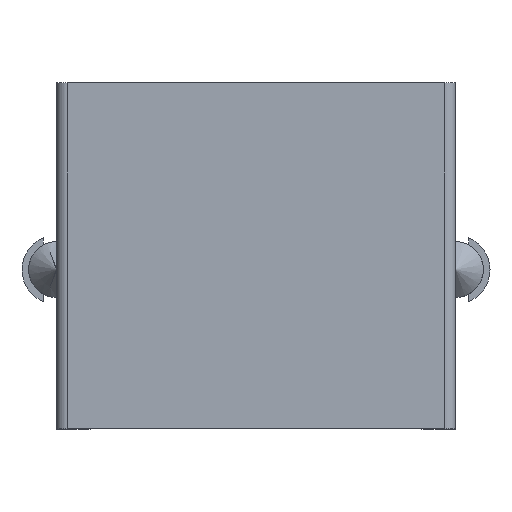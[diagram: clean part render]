
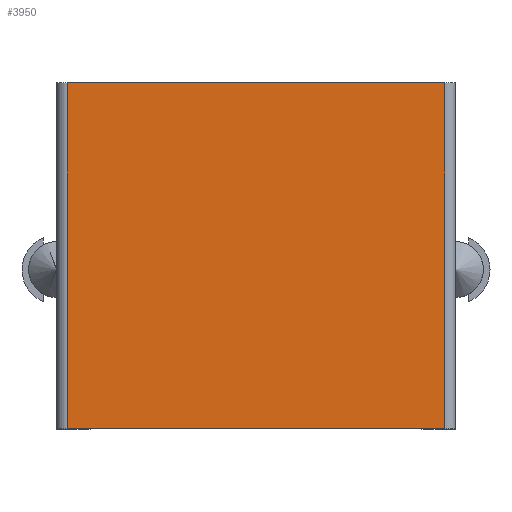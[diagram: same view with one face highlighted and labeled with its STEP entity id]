
A CAD part, top view. The second image highlights one B-rep face of the part: STEP entity #3950.
In plain terms, the highlighted planar face has unit normal (0, 0, 1).
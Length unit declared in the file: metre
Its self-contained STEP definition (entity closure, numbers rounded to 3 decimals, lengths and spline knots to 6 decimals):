
#110=LINE('',#6018,#558);
#208=LINE('',#6231,#656);
#242=LINE('',#6300,#690);
#243=LINE('',#6301,#691);
#558=VECTOR('',#4841,1.);
#656=VECTOR('',#4969,1.);
#690=VECTOR('',#5013,1.);
#691=VECTOR('',#5014,1.);
#1021=PLANE('',#4401);
#1378=ORIENTED_EDGE('',*,*,#2453,.T.);
#1379=ORIENTED_EDGE('',*,*,#2488,.T.);
#1380=ORIENTED_EDGE('',*,*,#2352,.F.);
#1381=ORIENTED_EDGE('',*,*,#2489,.T.);
#2352=EDGE_CURVE('',#2918,#2919,#110,.T.);
#2453=EDGE_CURVE('',#3018,#3017,#208,.T.);
#2488=EDGE_CURVE('',#3017,#2919,#242,.F.);
#2489=EDGE_CURVE('',#2918,#3018,#243,.T.);
#2918=VERTEX_POINT('',#6019);
#2919=VERTEX_POINT('',#6020);
#3017=VERTEX_POINT('',#6230);
#3018=VERTEX_POINT('',#6232);
#3376=EDGE_LOOP('',(#1378,#1379,#1380,#1381));
#3644=FACE_BOUND('',#3376,.T.);
#3950=ADVANCED_FACE('',(#3644),#1021,.T.);
#4401=AXIS2_PLACEMENT_3D('',#6299,#5011,#5012);
#4841=DIRECTION('',(1.,0.,0.));
#4969=DIRECTION('',(1.,0.,0.));
#5011=DIRECTION('',(0.,0.,1.));
#5012=DIRECTION('',(1.,0.,0.));
#5013=DIRECTION('',(0.,-1.,0.));
#5014=DIRECTION('',(0.,-1.,0.));
#6018=CARTESIAN_POINT('',(-0.00357,0.0047,0.0145));
#6019=CARTESIAN_POINT('',(-0.01067,0.0047,0.0145));
#6020=CARTESIAN_POINT('',(0.00353,0.0047,0.0145));
#6230=CARTESIAN_POINT('',(0.00353,-0.0083,0.0145));
#6231=CARTESIAN_POINT('',(-0.00357,-0.0083,0.0145));
#6232=CARTESIAN_POINT('',(-0.01067,-0.0083,0.0145));
#6299=CARTESIAN_POINT('',(-0.00357,-0.0018,0.0145));
#6300=CARTESIAN_POINT('',(0.00353,-0.0018,0.0145));
#6301=CARTESIAN_POINT('',(-0.01067,-0.0083,0.0145));
